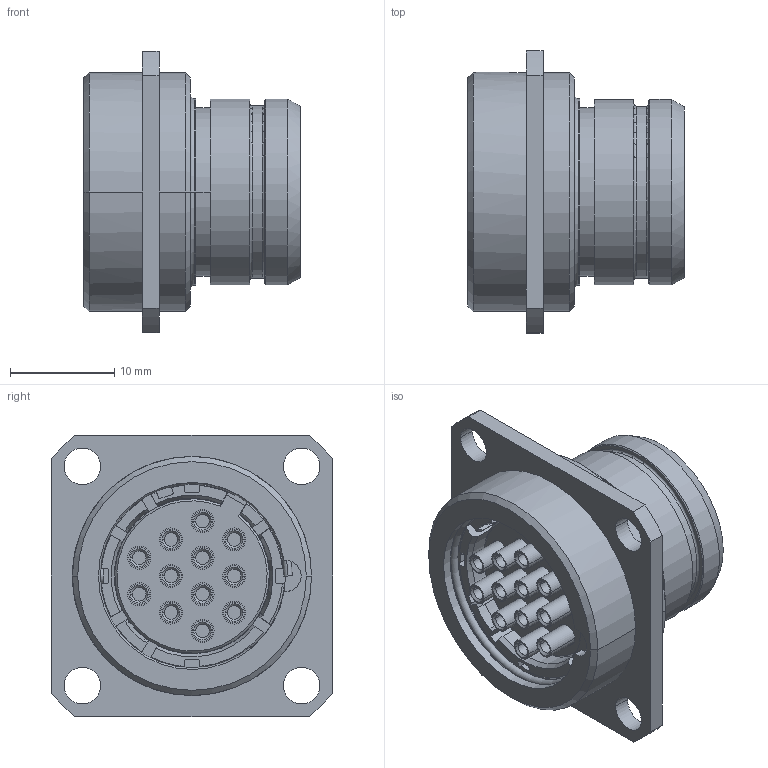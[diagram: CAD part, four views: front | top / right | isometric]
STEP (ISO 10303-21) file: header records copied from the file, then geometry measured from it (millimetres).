
FILE_DESCRIPTION((''),'2;1');
FILE_NAME('1332E212FZ','2024-07-30T13:38:43',('paultorloting'),('NET AG system integration'),'CREO PARAMETRIC BY PTC INC, 2021404','CREO PARAMETRIC BY PTC INC, 2021404','');
FILE_SCHEMA(('AUTOMOTIVE_DESIGN { 1 0 10303 214 1 1 1 1 }'));
Length unit declared in the file: millimetre
Products named in the file (1): 1332E212FZ
Bounding box: 20.7 x 27 x 27 mm (x, y, z)
Volume: 5627.6 mm3; surface area: 6604.1 mm2
Topology: 1 solids, 1 shells, 1115 faces, 2867 edges, 1860 vertices
Faces by surface type: plane 584, cylinder 247, cone 206, torus 78
Entity records: 42729 total; most frequent: CARTESIAN_POINT 7743, ORIENTED_EDGE 5734, DIRECTION 5657, EDGE_CURVE 2867, AXIS2_PLACEMENT_3D 2100, VERTEX_POINT 1860, VECTOR 1454, LINE 1454
